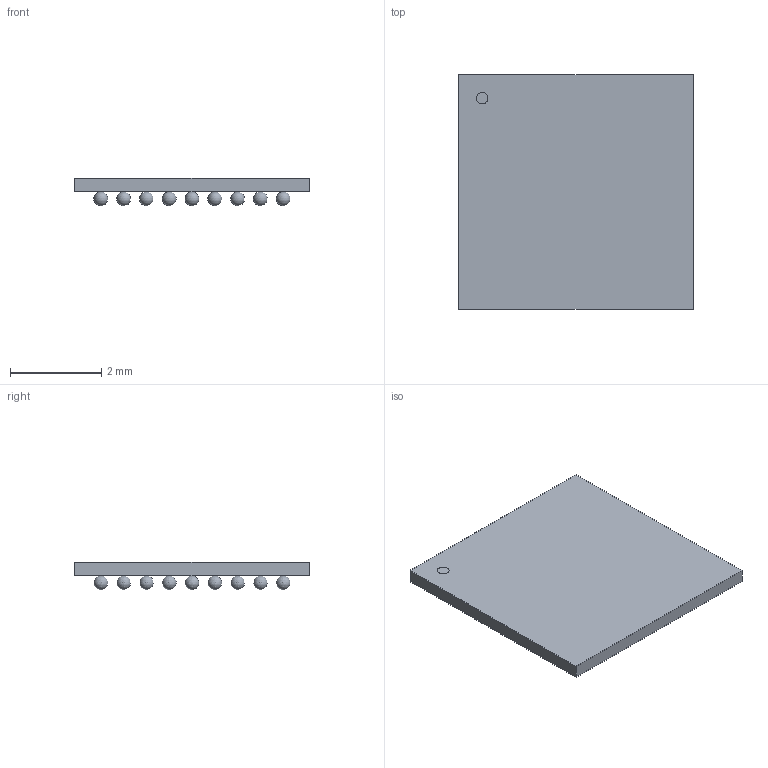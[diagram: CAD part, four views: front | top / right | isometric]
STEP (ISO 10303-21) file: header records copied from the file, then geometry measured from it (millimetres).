
FILE_DESCRIPTION(('STEP AP214'),'1');
FILE_NAME('UFBGA73','2020-04-06T20:46:05',(''),(''),'','','');
FILE_SCHEMA(('AUTOMOTIVE_DESIGN'));
Length unit declared in the file: millimetre
Products named in the file (1): product
Bounding box: 5.15 x 5.15 x 0.6 mm (x, y, z)
Volume: 1.1 mm3; surface area: 139.7 mm2
Topology: 74 solids, 86 shells, 88 faces, 270 edges, 196 vertices
Faces by surface type: sphere 73, plane 14, cylinder 1
Full cylindrical faces by diameter (mm): 0.257 x1
Entity records: 1457 total; most frequent: CARTESIAN_POINT 263, DIRECTION 232, VERTEX_POINT 171, AXIS2_PLACEMENT_3D 92, STYLED_ITEM 88, ADVANCED_FACE 88, FACE_BOUND 74, SPHERICAL_SURFACE 73
